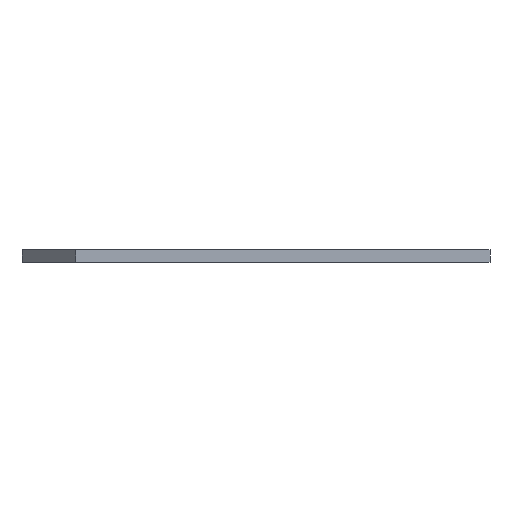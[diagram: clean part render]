
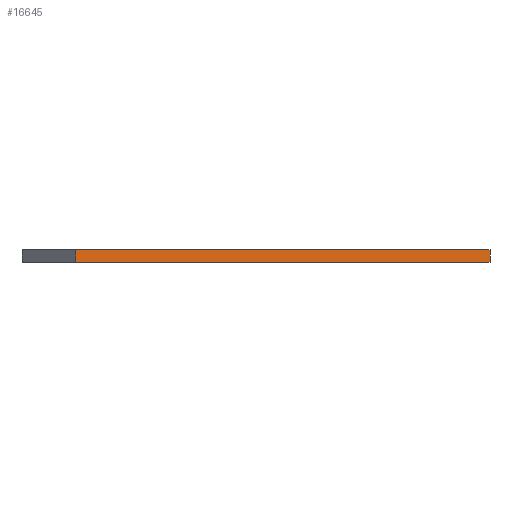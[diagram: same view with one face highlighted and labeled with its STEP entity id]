
A CAD part, left-side view. The second image highlights one B-rep face of the part: STEP entity #16645.
In plain terms, the highlighted planar face has unit normal (-0.999, -0.038, 0).
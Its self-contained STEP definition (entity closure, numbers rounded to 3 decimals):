
#83 = PLANE('',#84);
#84 = AXIS2_PLACEMENT_3D('',#85,#86,#87);
#85 = CARTESIAN_POINT('',(56.07,36.614,1.6));
#86 = DIRECTION('',(0.,0.,1.));
#87 = DIRECTION('',(1.,0.,-0.));
#137 = PLANE('',#138);
#138 = AXIS2_PLACEMENT_3D('',#139,#140,#141);
#139 = CARTESIAN_POINT('',(56.07,36.614,0.));
#140 = DIRECTION('',(0.,0.,1.));
#141 = DIRECTION('',(1.,0.,-0.));
#268 = PLANE('',#269);
#269 = AXIS2_PLACEMENT_3D('',#270,#271,#272);
#270 = CARTESIAN_POINT('',(44.834,67.416,0.));
#271 = DIRECTION('',(0.12,-0.993,0.));
#272 = DIRECTION('',(-0.993,-0.12,0.));
#307 = VERTEX_POINT('',#308);
#308 = CARTESIAN_POINT('',(-12.5,60.5,0.));
#329 = EDGE_CURVE('',#307,#330,#332,.T.);
#330 = VERTEX_POINT('',#331);
#331 = CARTESIAN_POINT('',(-10.482,7.348,0.));
#332 = SURFACE_CURVE('',#333,(#337,#344),.PCURVE_S1.);
#333 = LINE('',#334,#335);
#334 = CARTESIAN_POINT('',(-12.5,60.5,0.));
#335 = VECTOR('',#336,1.);
#336 = DIRECTION('',(0.038,-0.999,0.));
#337 = PCURVE('',#137,#338);
#338 = DEFINITIONAL_REPRESENTATION('',(#339),#343);
#339 = LINE('',#340,#341);
#340 = CARTESIAN_POINT('',(-68.57,23.886));
#341 = VECTOR('',#342,1.);
#342 = DIRECTION('',(0.038,-0.999));
#343 = ( GEOMETRIC_REPRESENTATION_CONTEXT(2) 
PARAMETRIC_REPRESENTATION_CONTEXT() REPRESENTATION_CONTEXT('2D SPACE',''
  ) );
#344 = PCURVE('',#345,#350);
#345 = PLANE('',#346);
#346 = AXIS2_PLACEMENT_3D('',#347,#348,#349);
#347 = CARTESIAN_POINT('',(-12.5,60.5,0.));
#348 = DIRECTION('',(0.999,0.038,-0.));
#349 = DIRECTION('',(0.038,-0.999,0.));
#350 = DEFINITIONAL_REPRESENTATION('',(#351),#355);
#351 = LINE('',#352,#353);
#352 = CARTESIAN_POINT('',(0.,0.));
#353 = VECTOR('',#354,1.);
#354 = DIRECTION('',(1.,0.));
#355 = ( GEOMETRIC_REPRESENTATION_CONTEXT(2) 
PARAMETRIC_REPRESENTATION_CONTEXT() REPRESENTATION_CONTEXT('2D SPACE',''
  ) );
#373 = PLANE('',#374);
#374 = AXIS2_PLACEMENT_3D('',#375,#376,#377);
#375 = CARTESIAN_POINT('',(-10.482,7.348,0.));
#376 = DIRECTION('',(-0.037,0.999,0.));
#377 = DIRECTION('',(0.999,0.037,0.));
#9149 = VERTEX_POINT('',#9150);
#9150 = CARTESIAN_POINT('',(-12.5,60.5,1.6));
#9171 = EDGE_CURVE('',#9149,#9172,#9174,.T.);
#9172 = VERTEX_POINT('',#9173);
#9173 = CARTESIAN_POINT('',(-10.482,7.348,1.6));
#9174 = SURFACE_CURVE('',#9175,(#9179,#9186),.PCURVE_S1.);
#9175 = LINE('',#9176,#9177);
#9176 = CARTESIAN_POINT('',(-12.5,60.5,1.6));
#9177 = VECTOR('',#9178,1.);
#9178 = DIRECTION('',(0.038,-0.999,0.));
#9179 = PCURVE('',#83,#9180);
#9180 = DEFINITIONAL_REPRESENTATION('',(#9181),#9185);
#9181 = LINE('',#9182,#9183);
#9182 = CARTESIAN_POINT('',(-68.57,23.886));
#9183 = VECTOR('',#9184,1.);
#9184 = DIRECTION('',(0.038,-0.999));
#9185 = ( GEOMETRIC_REPRESENTATION_CONTEXT(2) 
PARAMETRIC_REPRESENTATION_CONTEXT() REPRESENTATION_CONTEXT('2D SPACE',''
  ) );
#9186 = PCURVE('',#345,#9187);
#9187 = DEFINITIONAL_REPRESENTATION('',(#9188),#9192);
#9188 = LINE('',#9189,#9190);
#9189 = CARTESIAN_POINT('',(0.,-1.6));
#9190 = VECTOR('',#9191,1.);
#9191 = DIRECTION('',(1.,0.));
#9192 = ( GEOMETRIC_REPRESENTATION_CONTEXT(2) 
PARAMETRIC_REPRESENTATION_CONTEXT() REPRESENTATION_CONTEXT('2D SPACE',''
  ) );
#16597 = EDGE_CURVE('',#307,#9149,#16598,.T.);
#16598 = SURFACE_CURVE('',#16599,(#16603,#16610),.PCURVE_S1.);
#16599 = LINE('',#16600,#16601);
#16600 = CARTESIAN_POINT('',(-12.5,60.5,0.));
#16601 = VECTOR('',#16602,1.);
#16602 = DIRECTION('',(0.,0.,1.));
#16603 = PCURVE('',#268,#16604);
#16604 = DEFINITIONAL_REPRESENTATION('',(#16605),#16609);
#16605 = LINE('',#16606,#16607);
#16606 = CARTESIAN_POINT('',(57.75,0.));
#16607 = VECTOR('',#16608,1.);
#16608 = DIRECTION('',(0.,-1.));
#16609 = ( GEOMETRIC_REPRESENTATION_CONTEXT(2) 
PARAMETRIC_REPRESENTATION_CONTEXT() REPRESENTATION_CONTEXT('2D SPACE',''
  ) );
#16610 = PCURVE('',#345,#16611);
#16611 = DEFINITIONAL_REPRESENTATION('',(#16612),#16616);
#16612 = LINE('',#16613,#16614);
#16613 = CARTESIAN_POINT('',(0.,0.));
#16614 = VECTOR('',#16615,1.);
#16615 = DIRECTION('',(0.,-1.));
#16616 = ( GEOMETRIC_REPRESENTATION_CONTEXT(2) 
PARAMETRIC_REPRESENTATION_CONTEXT() REPRESENTATION_CONTEXT('2D SPACE',''
  ) );
#16645 = ADVANCED_FACE('',(#16646),#345,.F.);
#16646 = FACE_BOUND('',#16647,.F.);
#16647 = EDGE_LOOP('',(#16648,#16649,#16650,#16671));
#16648 = ORIENTED_EDGE('',*,*,#16597,.T.);
#16649 = ORIENTED_EDGE('',*,*,#9171,.T.);
#16650 = ORIENTED_EDGE('',*,*,#16651,.F.);
#16651 = EDGE_CURVE('',#330,#9172,#16652,.T.);
#16652 = SURFACE_CURVE('',#16653,(#16657,#16664),.PCURVE_S1.);
#16653 = LINE('',#16654,#16655);
#16654 = CARTESIAN_POINT('',(-10.482,7.348,0.));
#16655 = VECTOR('',#16656,1.);
#16656 = DIRECTION('',(0.,0.,1.));
#16657 = PCURVE('',#345,#16658);
#16658 = DEFINITIONAL_REPRESENTATION('',(#16659),#16663);
#16659 = LINE('',#16660,#16661);
#16660 = CARTESIAN_POINT('',(53.191,0.));
#16661 = VECTOR('',#16662,1.);
#16662 = DIRECTION('',(0.,-1.));
#16663 = ( GEOMETRIC_REPRESENTATION_CONTEXT(2) 
PARAMETRIC_REPRESENTATION_CONTEXT() REPRESENTATION_CONTEXT('2D SPACE',''
  ) );
#16664 = PCURVE('',#373,#16665);
#16665 = DEFINITIONAL_REPRESENTATION('',(#16666),#16670);
#16666 = LINE('',#16667,#16668);
#16667 = CARTESIAN_POINT('',(0.,0.));
#16668 = VECTOR('',#16669,1.);
#16669 = DIRECTION('',(0.,-1.));
#16670 = ( GEOMETRIC_REPRESENTATION_CONTEXT(2) 
PARAMETRIC_REPRESENTATION_CONTEXT() REPRESENTATION_CONTEXT('2D SPACE',''
  ) );
#16671 = ORIENTED_EDGE('',*,*,#329,.F.);
